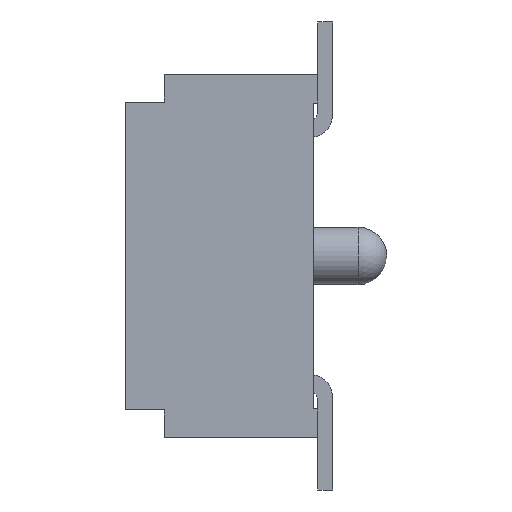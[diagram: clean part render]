
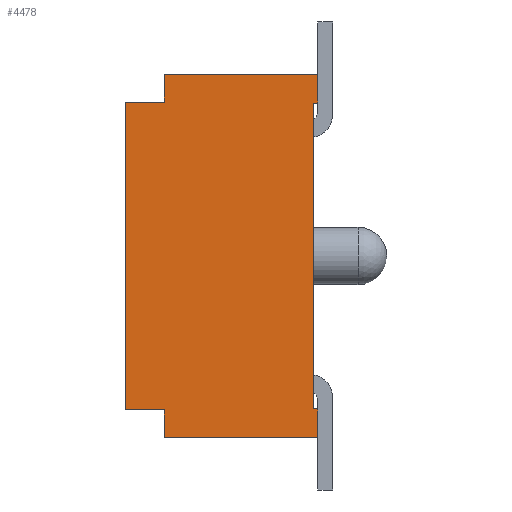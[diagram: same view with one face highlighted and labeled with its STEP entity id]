
A CAD part, left-side view. The second image highlights one B-rep face of the part: STEP entity #4478.
In plain terms, the highlighted planar face has unit normal (-1, 0, 0).
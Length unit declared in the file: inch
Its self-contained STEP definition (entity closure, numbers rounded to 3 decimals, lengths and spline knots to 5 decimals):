
#183=ORIENTED_EDGE('',*,*,#1479,.T.);
#184=ORIENTED_EDGE('',*,*,#1480,.T.);
#185=ORIENTED_EDGE('',*,*,#1481,.F.);
#186=ORIENTED_EDGE('',*,*,#1482,.T.);
#187=ORIENTED_EDGE('',*,*,#1483,.T.);
#188=ORIENTED_EDGE('',*,*,#1484,.T.);
#189=ORIENTED_EDGE('',*,*,#1485,.T.);
#190=ORIENTED_EDGE('',*,*,#1486,.T.);
#191=ORIENTED_EDGE('',*,*,#1451,.T.);
#192=ORIENTED_EDGE('',*,*,#1487,.T.);
#193=ORIENTED_EDGE('',*,*,#1488,.T.);
#194=ORIENTED_EDGE('',*,*,#1489,.F.);
#1451=EDGE_CURVE('',#2099,#2100,#2535,.T.);
#1479=EDGE_CURVE('',#2127,#2128,#2563,.T.);
#1480=EDGE_CURVE('',#2128,#2129,#2564,.T.);
#1481=EDGE_CURVE('',#2130,#2129,#2565,.T.);
#1482=EDGE_CURVE('',#2130,#2131,#2566,.T.);
#1483=EDGE_CURVE('',#2131,#2132,#2567,.T.);
#1484=EDGE_CURVE('',#2132,#2133,#2568,.T.);
#1485=EDGE_CURVE('',#2133,#2134,#2569,.T.);
#1486=EDGE_CURVE('',#2134,#2099,#2570,.T.);
#1487=EDGE_CURVE('',#2100,#2135,#2571,.T.);
#1488=EDGE_CURVE('',#2135,#2136,#2572,.T.);
#1489=EDGE_CURVE('',#2127,#2136,#2573,.T.);
#2099=VERTEX_POINT('',#6312);
#2100=VERTEX_POINT('',#6313);
#2127=VERTEX_POINT('',#6369);
#2128=VERTEX_POINT('',#6370);
#2129=VERTEX_POINT('',#6372);
#2130=VERTEX_POINT('',#6374);
#2131=VERTEX_POINT('',#6376);
#2132=VERTEX_POINT('',#6378);
#2133=VERTEX_POINT('',#6380);
#2134=VERTEX_POINT('',#6382);
#2135=VERTEX_POINT('',#6385);
#2136=VERTEX_POINT('',#6387);
#2535=LINE('',#6311,#3123);
#2563=LINE('',#6368,#3151);
#2564=LINE('',#6371,#3152);
#2565=LINE('',#6373,#3153);
#2566=LINE('',#6375,#3154);
#2567=LINE('',#6377,#3155);
#2568=LINE('',#6379,#3156);
#2569=LINE('',#6381,#3157);
#2570=LINE('',#6383,#3158);
#2571=LINE('',#6384,#3159);
#2572=LINE('',#6386,#3160);
#2573=LINE('',#6388,#3161);
#3123=VECTOR('',#5089,39.37008);
#3151=VECTOR('',#5119,39.37008);
#3152=VECTOR('',#5120,39.37008);
#3153=VECTOR('',#5121,39.37008);
#3154=VECTOR('',#5122,39.37008);
#3155=VECTOR('',#5123,39.37008);
#3156=VECTOR('',#5124,39.37008);
#3157=VECTOR('',#5125,39.37008);
#3158=VECTOR('',#5126,39.37008);
#3159=VECTOR('',#5127,39.37008);
#3160=VECTOR('',#5128,39.37008);
#3161=VECTOR('',#5129,39.37008);
#3700=EDGE_LOOP('',(#183,#184,#185,#186,#187,#188,#189,#190,#191,#192,#193,
#194));
#3990=FACE_BOUND('',#3700,.T.);
#4268=PLANE('',#4757);
#4478=ADVANCED_FACE('',(#3990),#4268,.F.);
#4757=AXIS2_PLACEMENT_3D('',#6367,#5117,#5118);
#5089=DIRECTION('',(0.,0.,1.));
#5117=DIRECTION('',(1.,0.,0.));
#5118=DIRECTION('',(0.,0.,-1.));
#5119=DIRECTION('',(0.,0.,-1.));
#5120=DIRECTION('',(0.,1.,0.));
#5121=DIRECTION('',(0.,0.,1.));
#5122=DIRECTION('',(0.,-1.,0.));
#5123=DIRECTION('',(0.,0.,-1.));
#5124=DIRECTION('',(0.,-1.,0.));
#5125=DIRECTION('',(0.,0.,1.));
#5126=DIRECTION('',(0.,1.,0.));
#5127=DIRECTION('',(0.,-1.,0.));
#5128=DIRECTION('',(0.,0.,1.));
#5129=DIRECTION('',(0.,-1.,0.));
#6311=CARTESIAN_POINT('',(0.,0.002,-0.06635));
#6312=CARTESIAN_POINT('',(0.,0.002,-0.06635));
#6313=CARTESIAN_POINT('',(0.,0.002,0.06635));
#6367=CARTESIAN_POINT('',(0.,0.0835,-0.07875));
#6368=CARTESIAN_POINT('',(0.,0.0665,0.11675));
#6369=CARTESIAN_POINT('',(0.,0.0665,0.07875));
#6370=CARTESIAN_POINT('',(0.,0.0665,0.06675));
#6371=CARTESIAN_POINT('',(0.,0.0665,0.06675));
#6372=CARTESIAN_POINT('',(0.,0.0835,0.06675));
#6373=CARTESIAN_POINT('',(0.,0.0835,-0.07875));
#6374=CARTESIAN_POINT('',(0.,0.0835,-0.06675));
#6375=CARTESIAN_POINT('',(0.,0.0835,-0.06675));
#6376=CARTESIAN_POINT('',(0.,0.0665,-0.06675));
#6377=CARTESIAN_POINT('',(0.,0.0665,-0.06675));
#6378=CARTESIAN_POINT('',(0.,0.0665,-0.07875));
#6379=CARTESIAN_POINT('',(0.,0.0835,-0.07875));
#6380=CARTESIAN_POINT('',(0.,0.,-0.07875));
#6381=CARTESIAN_POINT('',(0.,0.,-0.07875));
#6382=CARTESIAN_POINT('',(0.,0.,-0.06635));
#6383=CARTESIAN_POINT('',(0.,0.,-0.06635));
#6384=CARTESIAN_POINT('',(0.,0.002,0.06635));
#6385=CARTESIAN_POINT('',(0.,0.,0.06635));
#6386=CARTESIAN_POINT('',(0.,0.,-0.07875));
#6387=CARTESIAN_POINT('',(0.,0.,0.07875));
#6388=CARTESIAN_POINT('',(0.,0.0835,0.07875));
